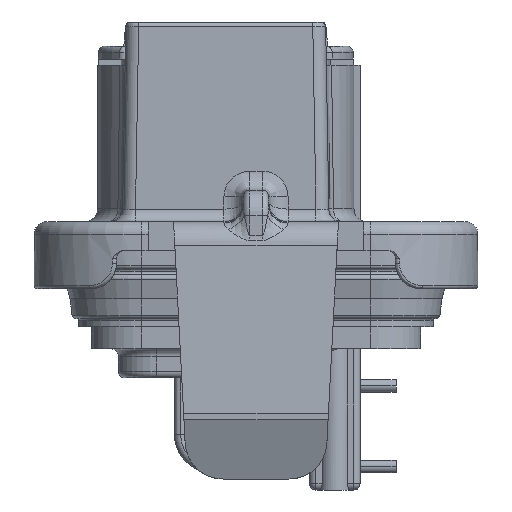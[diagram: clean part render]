
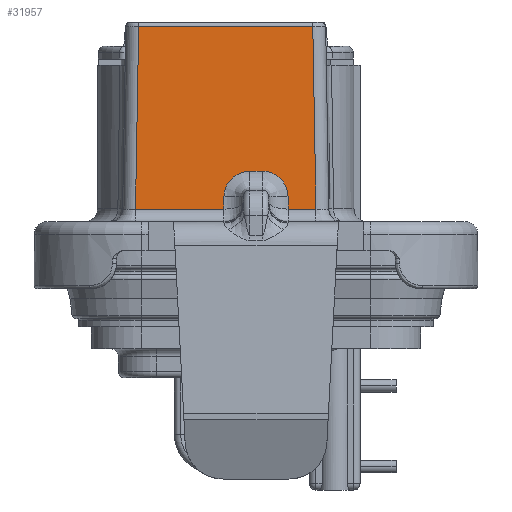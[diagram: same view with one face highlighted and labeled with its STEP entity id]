
A CAD part, left-side view. The second image highlights one B-rep face of the part: STEP entity #31957.
In plain terms, the highlighted planar face has unit normal (-1, 0, 0.018).
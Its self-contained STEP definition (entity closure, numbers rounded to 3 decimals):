
#3193=DIRECTION('',(0.,1.,0.));
#3194=VECTOR('',#3193,2.201);
#3195=CARTESIAN_POINT('',(-48.276,-7.116,
-14.75));
#3196=LINE('',#3195,#3194);
#3197=DIRECTION('',(0.017,0.,1.));
#3198=VECTOR('',#3197,0.956);
#3199=CARTESIAN_POINT('',(-48.276,-4.915,
-14.75));
#3200=LINE('',#3199,#3198);
#3201=CARTESIAN_POINT('',(-48.259,-4.915,-13.793));
#3202=CARTESIAN_POINT('',(-48.259,-4.915,
-13.741));
#3203=CARTESIAN_POINT('',(-48.257,-4.911,
-13.636));
#3204=CARTESIAN_POINT('',(-48.254,-4.892,
-13.478));
#3205=CARTESIAN_POINT('',(-48.251,-4.861,
-13.321));
#3206=CARTESIAN_POINT('',(-48.249,-4.818,
-13.166));
#3207=CARTESIAN_POINT('',(-48.246,-4.762,
-13.016));
#3208=CARTESIAN_POINT('',(-48.243,-4.695,
-12.87));
#3209=CARTESIAN_POINT('',(-48.241,-4.617,
-12.731));
#3210=CARTESIAN_POINT('',(-48.239,-4.529,
-12.598));
#3211=CARTESIAN_POINT('',(-48.236,-4.43,
-12.473));
#3212=CARTESIAN_POINT('',(-48.234,-4.321,
-12.355));
#3213=CARTESIAN_POINT('',(-48.232,-4.204,
-12.246));
#3214=CARTESIAN_POINT('',(-48.231,-4.078,
-12.147));
#3215=CARTESIAN_POINT('',(-48.229,-3.945,
-12.059));
#3216=CARTESIAN_POINT('',(-48.228,-3.806,
-11.981));
#3217=CARTESIAN_POINT('',(-48.227,-3.66,
-11.914));
#3218=CARTESIAN_POINT('',(-48.226,-3.51,
-11.858));
#3219=CARTESIAN_POINT('',(-48.225,-3.355,
-11.815));
#3220=CARTESIAN_POINT('',(-48.224,-3.198,
-11.784));
#3221=CARTESIAN_POINT('',(-48.224,-3.04,
-11.765));
#3222=CARTESIAN_POINT('',(-48.224,-2.935,
-11.761));
#3223=CARTESIAN_POINT('',(-48.224,-2.883,
-11.761));
#3225=DIRECTION('',(0.,1.,0.));
#3226=VECTOR('',#3225,0.991);
#3227=CARTESIAN_POINT('',(-48.224,-2.883,
-11.761));
#3228=LINE('',#3227,#3226);
#3229=CARTESIAN_POINT('',(-48.224,-1.892,
-11.761));
#3230=CARTESIAN_POINT('',(-48.224,-1.84,
-11.761));
#3231=CARTESIAN_POINT('',(-48.224,-1.735,
-11.765));
#3232=CARTESIAN_POINT('',(-48.224,-1.577,
-11.784));
#3233=CARTESIAN_POINT('',(-48.225,-1.42,
-11.815));
#3234=CARTESIAN_POINT('',(-48.226,-1.266,
-11.858));
#3235=CARTESIAN_POINT('',(-48.227,-1.115,
-11.914));
#3236=CARTESIAN_POINT('',(-48.228,-0.969,
-11.981));
#3237=CARTESIAN_POINT('',(-48.229,-0.83,
-12.059));
#3238=CARTESIAN_POINT('',(-48.231,-0.697,
-12.147));
#3239=CARTESIAN_POINT('',(-48.232,-0.572,
-12.246));
#3240=CARTESIAN_POINT('',(-48.234,-0.454,
-12.355));
#3241=CARTESIAN_POINT('',(-48.236,-0.345,
-12.473));
#3242=CARTESIAN_POINT('',(-48.239,-0.246,
-12.598));
#3243=CARTESIAN_POINT('',(-48.241,-0.158,
-12.731));
#3244=CARTESIAN_POINT('',(-48.243,-0.08,
-12.87));
#3245=CARTESIAN_POINT('',(-48.246,-0.013,
-13.016));
#3246=CARTESIAN_POINT('',(-48.249,0.043,
-13.166));
#3247=CARTESIAN_POINT('',(-48.251,0.086,
-13.321));
#3248=CARTESIAN_POINT('',(-48.254,0.117,
-13.478));
#3249=CARTESIAN_POINT('',(-48.257,0.136,
-13.636));
#3250=CARTESIAN_POINT('',(-48.259,0.14,
-13.741));
#3251=CARTESIAN_POINT('',(-48.259,0.14,
-13.793));
#3253=DIRECTION('',(-0.017,0.,-1.));
#3254=VECTOR('',#3253,0.956);
#3255=CARTESIAN_POINT('',(-48.259,0.14,
-13.793));
#3256=LINE('',#3255,#3254);
#3257=DIRECTION('',(0.,1.,0.));
#3258=VECTOR('',#3257,6.976);
#3259=CARTESIAN_POINT('',(-48.276,0.14,
-14.75));
#3260=LINE('',#3259,#3258);
#3261=DIRECTION('',(0.017,-0.017,1.));
#3262=VECTOR('',#3261,14.38);
#3263=CARTESIAN_POINT('',(-48.276,7.116,
-14.75));
#3264=LINE('',#3263,#3262);
#3265=DIRECTION('',(0.,-1.,0.));
#3266=VECTOR('',#3265,13.729);
#3267=CARTESIAN_POINT('',(-48.025,6.865,
-0.374));
#3268=LINE('',#3267,#3266);
#3269=DIRECTION('',(0.017,0.017,1.));
#3270=VECTOR('',#3269,14.38);
#3271=CARTESIAN_POINT('',(-48.276,-7.116,
-14.75));
#3272=LINE('',#3271,#3270);
#13956=CARTESIAN_POINT('',(-48.025,6.865,
-0.374));
#13963=CARTESIAN_POINT('',(-48.276,7.116,
-14.75));
#14377=CARTESIAN_POINT('',(-48.276,0.14,
-14.75));
#23889=VERTEX_POINT('',#13956);
#23897=CARTESIAN_POINT('',(-48.025,-6.865,
-0.374));
#23899=VERTEX_POINT('',#23897);
#27885=VERTEX_POINT('',#3201);
#27886=VERTEX_POINT('',#3223);
#27887=CARTESIAN_POINT('',(-48.224,-1.892,
-11.761));
#27888=VERTEX_POINT('',#27887);
#27889=VERTEX_POINT('',#3251);
#27973=VERTEX_POINT('',#13963);
#27975=CARTESIAN_POINT('',(-48.276,-7.116,
-14.75));
#27976=CARTESIAN_POINT('',(-48.276,-4.915,
-14.75));
#27977=VERTEX_POINT('',#27975);
#27978=VERTEX_POINT('',#27976);
#27981=VERTEX_POINT('',#14377);
#31932=CARTESIAN_POINT('',(-48.019,-8.994,0.));
#31933=DIRECTION('',(-1.,0.,0.017));
#31934=DIRECTION('',(0.,-1.,0.));
#31935=AXIS2_PLACEMENT_3D('',#31932,#31933,#31934);
#31936=PLANE('',#31935);
#31937=ORIENTED_EDGE('',*,*,#31923,.T.);
#31939=ORIENTED_EDGE('',*,*,#31938,.T.);
#31941=ORIENTED_EDGE('',*,*,#31940,.T.);
#31943=ORIENTED_EDGE('',*,*,#31942,.T.);
#31945=ORIENTED_EDGE('',*,*,#31944,.T.);
#31947=ORIENTED_EDGE('',*,*,#31946,.T.);
#31949=ORIENTED_EDGE('',*,*,#31948,.T.);
#31951=ORIENTED_EDGE('',*,*,#31950,.T.);
#31953=ORIENTED_EDGE('',*,*,#31952,.T.);
#31954=ORIENTED_EDGE('',*,*,#31809,.F.);
#31955=EDGE_LOOP('',(#31937,#31939,#31941,#31943,#31945,#31947,#31949,#31951,
#31953,#31954));
#31956=FACE_OUTER_BOUND('',#31955,.F.);
#3224=B_SPLINE_CURVE_WITH_KNOTS('',3,(#3201,#3202,#3203,#3204,#3205,#3206,#3207,
#3208,#3209,#3210,#3211,#3212,#3213,#3214,#3215,#3216,#3217,#3218,#3219,#3220,
#3221,#3222,#3223),.UNSPECIFIED.,.F.,.F.,(4,1,1,1,1,1,1,1,1,1,1,1,1,1,1,1,1,1,1,
1,4),(0.,0.05,0.1,0.15,0.2,0.25,0.3,0.35,0.4,0.45,0.5,
0.55,0.6,0.65,0.7,0.75,0.8,0.85,0.9,0.95,1.),.UNSPECIFIED.);
#3252=B_SPLINE_CURVE_WITH_KNOTS('',3,(#3229,#3230,#3231,#3232,#3233,#3234,#3235,
#3236,#3237,#3238,#3239,#3240,#3241,#3242,#3243,#3244,#3245,#3246,#3247,#3248,
#3249,#3250,#3251),.UNSPECIFIED.,.F.,.F.,(4,1,1,1,1,1,1,1,1,1,1,1,1,1,1,1,1,1,1,
1,4),(0.,0.05,0.1,0.15,0.2,0.25,0.3,0.35,0.4,0.45,0.5,
0.55,0.6,0.65,0.7,0.75,0.8,0.85,0.9,0.95,1.),.UNSPECIFIED.);
#31809=EDGE_CURVE('',#27977,#23899,#3272,.T.);
#31923=EDGE_CURVE('',#27977,#27978,#3196,.T.);
#31938=EDGE_CURVE('',#27978,#27885,#3200,.T.);
#31940=EDGE_CURVE('',#27885,#27886,#3224,.T.);
#31942=EDGE_CURVE('',#27886,#27888,#3228,.T.);
#31944=EDGE_CURVE('',#27888,#27889,#3252,.T.);
#31946=EDGE_CURVE('',#27889,#27981,#3256,.T.);
#31948=EDGE_CURVE('',#27981,#27973,#3260,.T.);
#31950=EDGE_CURVE('',#27973,#23889,#3264,.T.);
#31952=EDGE_CURVE('',#23889,#23899,#3268,.T.);
#31957=ADVANCED_FACE('',(#31956),#31936,.T.);
